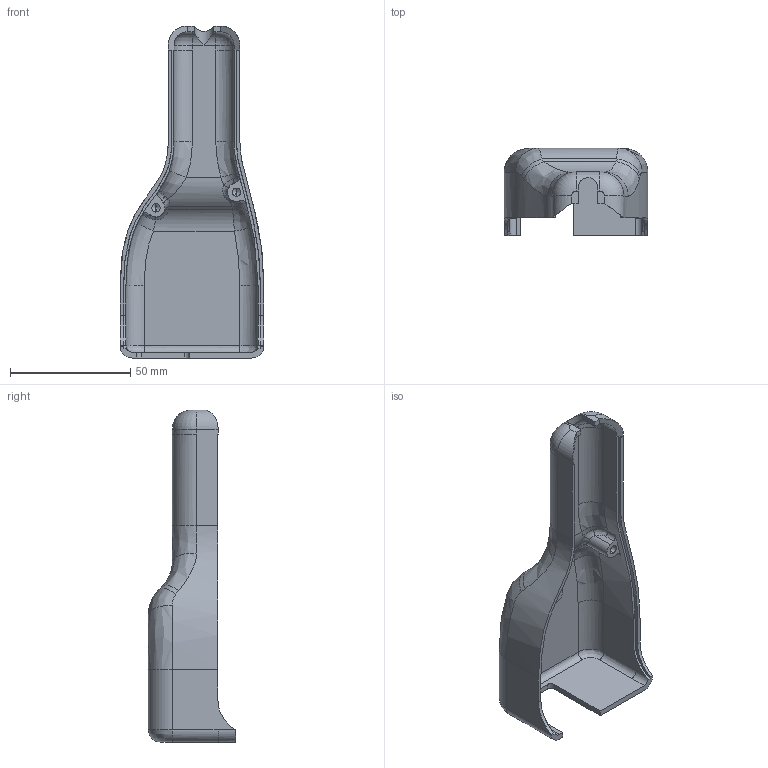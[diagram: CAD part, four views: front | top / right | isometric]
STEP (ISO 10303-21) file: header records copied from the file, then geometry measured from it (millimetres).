
FILE_DESCRIPTION (( 'STEP AP214' ), '1' );
FILE_NAME ('WRIST CASE COVER.STEP', '2023-11-03T06:46:20', ( '' ), ( '' ), 'SwSTEP 2.0', 'SolidWorks 2022', '' );
FILE_SCHEMA (( 'AUTOMOTIVE_DESIGN' ));
Length unit declared in the file: millimetre
Products named in the file (1): WRIST CASE COVER
Bounding box: 59.8 x 36.3 x 138.18 mm (x, y, z)
Volume: 30193.6 mm3; surface area: 26002.9 mm2
Topology: 1 solids, 1 shells, 163 faces, 413 edges, 250 vertices
Faces by surface type: plane 59, bspline 58, cylinder 38, cone 4, torus 4
Entity records: 10964 total; most frequent: CARTESIAN_POINT 7606, ORIENTED_EDGE 818, DIRECTION 501, EDGE_CURVE 409, VERTEX_POINT 250, VECTOR 181, LINE 181, EDGE_LOOP 165
